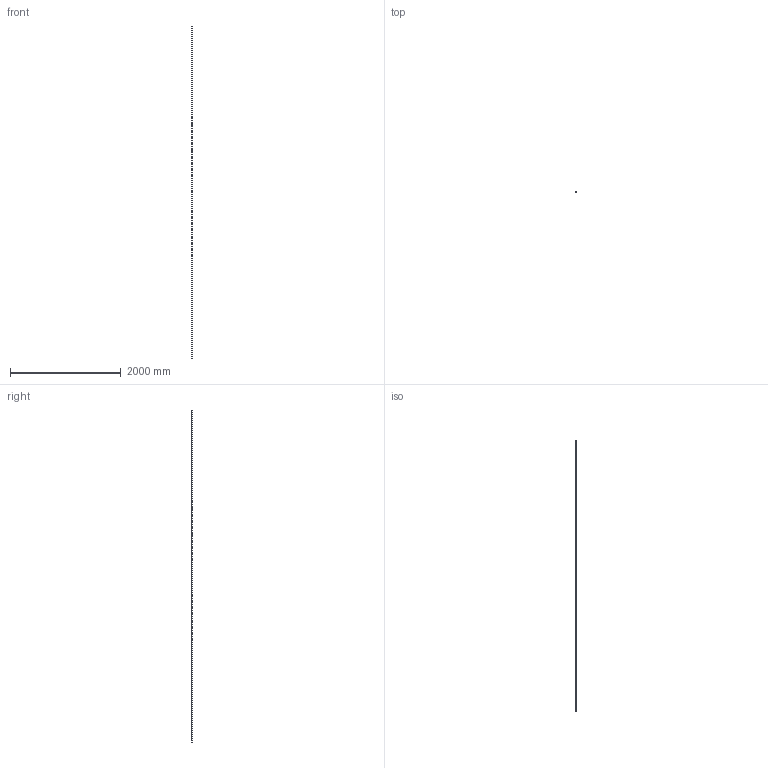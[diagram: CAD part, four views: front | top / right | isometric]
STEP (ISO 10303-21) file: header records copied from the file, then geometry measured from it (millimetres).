
FILE_DESCRIPTION (( 'STEP AP203' ), '1' );
FILE_NAME ('80581-ALU-6M-ROH.step', '2022-01-24T09:44:45', ( '' ), ( '' ), 'SwSTEP 2.0', 'SolidWorks 2018', '' );
FILE_SCHEMA (( 'CONFIG_CONTROL_DESIGN' ));
Length unit declared in the file: millimetre
Products named in the file (2): 80581-ALU-6M-ROH
Bounding box: 17.1 x 6 x 6000 mm (x, y, z)
Volume: 257195.7 mm3; surface area: 311904.2 mm2
Topology: 1 solids, 1 shells, 342 faces, 909 edges, 606 vertices
Faces by surface type: plane 195, bspline 139, cylinder 8
Entity records: 18298 total; most frequent: CARTESIAN_POINT 10566, ORIENTED_EDGE 1818, DIRECTION 1057, EDGE_CURVE 909, VECTOR 615, LINE 615, VERTEX_POINT 606, EDGE_LOOP 379
